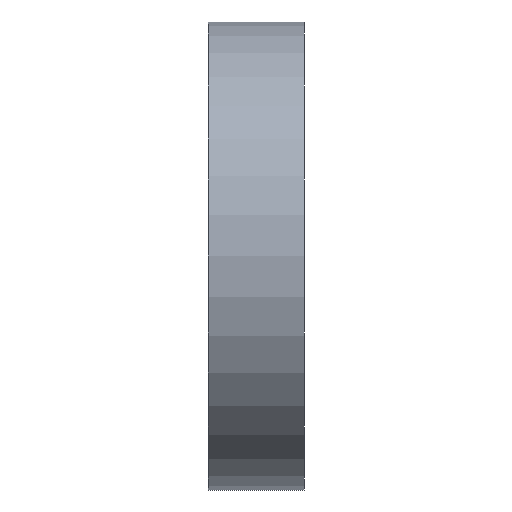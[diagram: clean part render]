
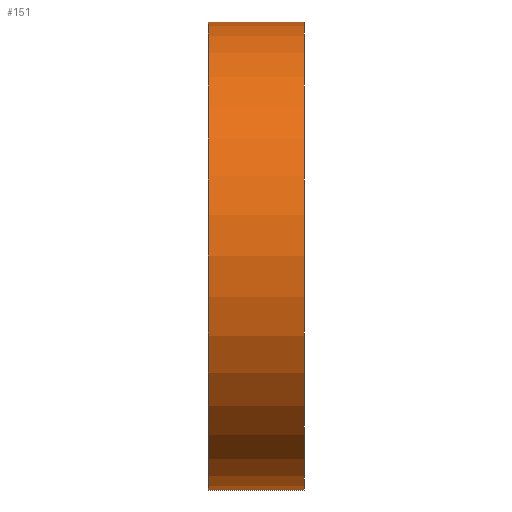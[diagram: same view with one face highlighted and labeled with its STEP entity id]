
A CAD part, left-side view. The second image highlights one B-rep face of the part: STEP entity #151.
In plain terms, the highlighted cylindrical face has radius 9.75 mm (diameter 19.5 mm), a partial arc.
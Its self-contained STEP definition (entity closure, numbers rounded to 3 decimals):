
#37 = ORIENTED_EDGE ( 'NONE', *, *, #1093, .F. ) ;
#52 = FACE_OUTER_BOUND ( 'NONE', #100, .T. ) ;
#66 = VECTOR ( 'NONE', #930, 1000. ) ;
#76 = AXIS2_PLACEMENT_3D ( 'NONE', #1540, #1661, #731 ) ;
#79 = ORIENTED_EDGE ( 'NONE', *, *, #1077, .F. ) ;
#100 = EDGE_LOOP ( 'NONE', ( #380, #37, #767, #79 ) ) ;
#151 = ADVANCED_FACE ( 'NONE', ( #52 ), #1691, .T. ) ;
#159 = DIRECTION ( 'NONE',  ( 0., 1., 0. ) ) ;
#206 = VERTEX_POINT ( 'NONE', #705 ) ;
#223 = AXIS2_PLACEMENT_3D ( 'NONE', #1309, #159, #1717 ) ;
#380 = ORIENTED_EDGE ( 'NONE', *, *, #1531, .F. ) ;
#395 = CARTESIAN_POINT ( 'NONE',  ( 0.395, 3., -9.158 ) ) ;
#447 = VERTEX_POINT ( 'NONE', #650 ) ;
#478 = CARTESIAN_POINT ( 'NONE',  ( 0.395, -1., -9.158 ) ) ;
#529 = AXIS2_PLACEMENT_3D ( 'NONE', #539, #1046, #1500 ) ;
#539 = CARTESIAN_POINT ( 'NONE',  ( 0.395, -1., 0.592 ) ) ;
#561 = CIRCLE ( 'NONE', #529, 9.75 ) ;
#628 = VECTOR ( 'NONE', #1186, 1000. ) ;
#650 = CARTESIAN_POINT ( 'NONE',  ( 0.395, 3., 10.342 ) ) ;
#670 = LINE ( 'NONE', #1204, #66 ) ;
#673 = VERTEX_POINT ( 'NONE', #1385 ) ;
#705 = CARTESIAN_POINT ( 'NONE',  ( 0.395, 3., -9.158 ) ) ;
#731 = DIRECTION ( 'NONE',  ( 0., 0., -1. ) ) ;
#767 = ORIENTED_EDGE ( 'NONE', *, *, #1583, .T. ) ;
#930 = DIRECTION ( 'NONE',  ( 0., -1., 0. ) ) ;
#951 = VERTEX_POINT ( 'NONE', #478 ) ;
#1046 = DIRECTION ( 'NONE',  ( 0., -1., 0. ) ) ;
#1075 = LINE ( 'NONE', #395, #628 ) ;
#1077 = EDGE_CURVE ( 'NONE', #673, #951, #561, .T. ) ;
#1093 = EDGE_CURVE ( 'NONE', #206, #447, #1472, .T. ) ;
#1186 = DIRECTION ( 'NONE',  ( 0., -1., 0. ) ) ;
#1204 = CARTESIAN_POINT ( 'NONE',  ( 0.395, 3., 10.342 ) ) ;
#1309 = CARTESIAN_POINT ( 'NONE',  ( 0.395, 3., 0.592 ) ) ;
#1385 = CARTESIAN_POINT ( 'NONE',  ( 0.395, -1., 10.342 ) ) ;
#1472 = CIRCLE ( 'NONE', #223, 9.75 ) ;
#1500 = DIRECTION ( 'NONE',  ( 0., 0., -1. ) ) ;
#1531 = EDGE_CURVE ( 'NONE', #447, #673, #670, .T. ) ;
#1540 = CARTESIAN_POINT ( 'NONE',  ( 0.395, 3., 0.592 ) ) ;
#1583 = EDGE_CURVE ( 'NONE', #206, #951, #1075, .T. ) ;
#1661 = DIRECTION ( 'NONE',  ( 0., -1., 0. ) ) ;
#1691 = CYLINDRICAL_SURFACE ( 'NONE', #76, 9.75 ) ;
#1717 = DIRECTION ( 'NONE',  ( 0., 0., 1. ) ) ;
